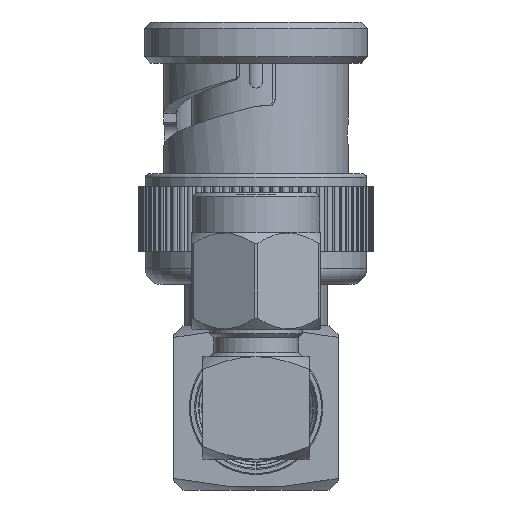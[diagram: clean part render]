
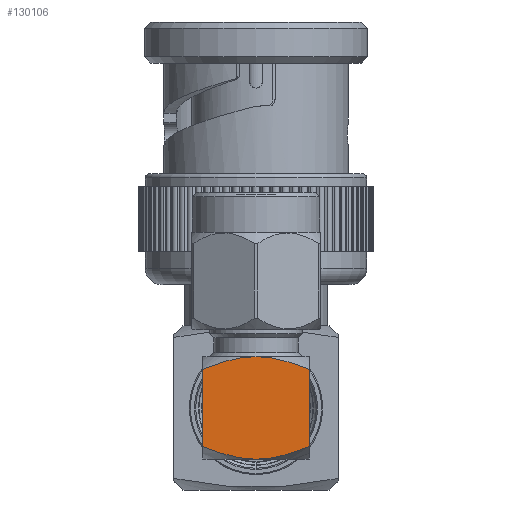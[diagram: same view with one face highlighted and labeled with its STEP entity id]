
A CAD part, left-side view. The second image highlights one B-rep face of the part: STEP entity #130106.
In plain terms, the highlighted planar face has unit normal (-1, 0, 0).
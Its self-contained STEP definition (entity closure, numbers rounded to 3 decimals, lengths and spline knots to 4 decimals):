
#3043 = B_SPLINE_CURVE_WITH_KNOTS ( 'NONE', 3,
 ( #141043, #69162, #10169, #80607, #56910, #33140 ),
 .UNSPECIFIED., .F., .F.,
 ( 4, 2, 4 ),
 ( 0.0086, 0.0103, 0.012 ),
 .UNSPECIFIED. ) ;
#4404 = CARTESIAN_POINT ( 'NONE',  ( -3.302, 2.6009, 2.774 ) ) ;
#6537 = CARTESIAN_POINT ( 'NONE',  ( -3.302, 3.0127, -1.4126 ) ) ;
#8252 = AXIS2_PLACEMENT_3D ( 'NONE', #27233, #105454, #106198 ) ;
#10169 = CARTESIAN_POINT ( 'NONE',  ( -3.302, -2.7979, 2.2315 ) ) ;
#10401 = ORIENTED_EDGE ( 'NONE', *, *, #87700, .F. ) ;
#17286 = CARTESIAN_POINT ( 'NONE',  ( -3.302, 3.175, -0.2837 ) ) ;
#18046 = CARTESIAN_POINT ( 'NONE',  ( -3.302, 2.3853, -3.302 ) ) ;
#19946 = VERTEX_POINT ( 'NONE', #71548 ) ;
#27233 = CARTESIAN_POINT ( 'NONE',  ( -3.302, -3.175, 3.302 ) ) ;
#27344 = CARTESIAN_POINT ( 'NONE',  ( -3.302, -3.175, 3.302 ) ) ;
#27359 = CARTESIAN_POINT ( 'NONE',  ( -3.302, 3.175, 0. ) ) ;
#30389 = LINE ( 'NONE', #27344, #35938 ) ;
#31450 = VERTEX_POINT ( 'NONE', #86255 ) ;
#33140 = CARTESIAN_POINT ( 'NONE',  ( -3.302, -3.175, 0. ) ) ;
#34103 = B_SPLINE_CURVE_WITH_KNOTS ( 'NONE', 3,
 ( #27359, #74083, #120787, #109336, #4404, #51141 ),
 .UNSPECIFIED., .F., .F.,
 ( 4, 2, 4 ),
 ( 0.0071, 0.0089, 0.0106 ),
 .UNSPECIFIED. ) ;
#35383 = CARTESIAN_POINT ( 'NONE',  ( -3.302, -3.175, -0.2837 ) ) ;
#35938 = VECTOR ( 'NONE', #145991, 1000. ) ;
#36118 = VERTEX_POINT ( 'NONE', #87322 ) ;
#38083 = CARTESIAN_POINT ( 'NONE',  ( -3.302, -2.3853, 3.302 ) ) ;
#39521 = VERTEX_POINT ( 'NONE', #38083 ) ;
#39663 = ORIENTED_EDGE ( 'NONE', *, *, #86986, .F. ) ;
#43300 = EDGE_CURVE ( 'NONE', #31450, #36118, #82524, .T. ) ;
#50889 = CARTESIAN_POINT ( 'NONE',  ( -3.302, -3.175, 0. ) ) ;
#51141 = CARTESIAN_POINT ( 'NONE',  ( -3.302, 2.3853, 3.302 ) ) ;
#51706 = ORIENTED_EDGE ( 'NONE', *, *, #67332, .F. ) ;
#54837 = VECTOR ( 'NONE', #92677, 1000. ) ;
#56129 = CARTESIAN_POINT ( 'NONE',  ( -3.302, -3.0127, -1.4126 ) ) ;
#56910 = CARTESIAN_POINT ( 'NONE',  ( -3.302, -3.175, 0.5727 ) ) ;
#58282 = LINE ( 'NONE', #126401, #54837 ) ;
#64799 = CARTESIAN_POINT ( 'NONE',  ( -3.302, 2.6006, -2.7748 ) ) ;
#67332 = EDGE_CURVE ( 'NONE', #140803, #39521, #30389, .T. ) ;
#69162 = CARTESIAN_POINT ( 'NONE',  ( -3.302, -2.6009, 2.774 ) ) ;
#71548 = CARTESIAN_POINT ( 'NONE',  ( -3.302, -2.3853, -3.302 ) ) ;
#71729 = PLANE ( 'NONE',  #8252 ) ;
#74083 = CARTESIAN_POINT ( 'NONE',  ( -3.302, 3.175, 0.5727 ) ) ;
#75509 = CARTESIAN_POINT ( 'NONE',  ( -3.302, 3.175, 0. ) ) ;
#77181 = EDGE_CURVE ( 'NONE', #36118, #140803, #34103, .T. ) ;
#79816 = CARTESIAN_POINT ( 'NONE',  ( -3.302, -2.7964, -2.236 ) ) ;
#80578 = CARTESIAN_POINT ( 'NONE',  ( -3.302, -3.175, 0. ) ) ;
#80607 = CARTESIAN_POINT ( 'NONE',  ( -3.302, -3.0862, 1.1314 ) ) ;
#80772 = EDGE_CURVE ( 'NONE', #31450, #19946, #58282, .T. ) ;
#82524 = B_SPLINE_CURVE_WITH_KNOTS ( 'NONE', 3,
 ( #18046, #64799, #111497, #6537, #119940, #99226, #17286, #75509 ),
 .UNSPECIFIED., .F., .F.,
 ( 4, 2, 2, 4 ),
 ( 0.0037, 0.0054, 0.0063, 0.0071 ),
 .UNSPECIFIED. ) ;
#86255 = CARTESIAN_POINT ( 'NONE',  ( -3.302, 2.3853, -3.302 ) ) ;
#86986 = EDGE_CURVE ( 'NONE', #126865, #19946, #151168, .T. ) ;
#87322 = CARTESIAN_POINT ( 'NONE',  ( -3.302, 3.175, 0. ) ) ;
#87700 = EDGE_CURVE ( 'NONE', #39521, #126865, #3043, .T. ) ;
#89223 = ORIENTED_EDGE ( 'NONE', *, *, #80772, .T. ) ;
#91928 = ORIENTED_EDGE ( 'NONE', *, *, #77181, .F. ) ;
#92677 = DIRECTION ( 'NONE',  ( 0., -1., 0. ) ) ;
#96875 = EDGE_LOOP ( 'NONE', ( #10401, #51706, #91928, #114809, #89223, #39663 ) ) ;
#99226 = CARTESIAN_POINT ( 'NONE',  ( -3.302, 3.153, -0.572 ) ) ;
#104353 = CARTESIAN_POINT ( 'NONE',  ( -3.302, -2.3853, -3.302 ) ) ;
#105454 = DIRECTION ( 'NONE',  ( 1., 0., 0. ) ) ;
#106198 = DIRECTION ( 'NONE',  ( 0., 0., -1. ) ) ;
#109336 = CARTESIAN_POINT ( 'NONE',  ( -3.302, 2.7979, 2.2315 ) ) ;
#111497 = CARTESIAN_POINT ( 'NONE',  ( -3.302, 2.7964, -2.236 ) ) ;
#114680 = FACE_OUTER_BOUND ( 'NONE', #96875, .T. ) ;
#114809 = ORIENTED_EDGE ( 'NONE', *, *, #43300, .F. ) ;
#119940 = CARTESIAN_POINT ( 'NONE',  ( -3.302, 3.0716, -1.1352 ) ) ;
#120787 = CARTESIAN_POINT ( 'NONE',  ( -3.302, 3.0862, 1.1314 ) ) ;
#126401 = CARTESIAN_POINT ( 'NONE',  ( -3.302, -3.175, -3.302 ) ) ;
#126865 = VERTEX_POINT ( 'NONE', #50889 ) ;
#129554 = CARTESIAN_POINT ( 'NONE',  ( -3.302, -3.153, -0.572 ) ) ;
#130106 = ADVANCED_FACE ( 'NONE', ( #114680 ), #71729, .F. ) ;
#134234 = CARTESIAN_POINT ( 'NONE',  ( -3.302, 2.3853, 3.302 ) ) ;
#140803 = VERTEX_POINT ( 'NONE', #134234 ) ;
#141043 = CARTESIAN_POINT ( 'NONE',  ( -3.302, -2.3853, 3.302 ) ) ;
#145991 = DIRECTION ( 'NONE',  ( 0., -1., 0. ) ) ;
#149490 = CARTESIAN_POINT ( 'NONE',  ( -3.302, -2.6006, -2.7748 ) ) ;
#151016 = CARTESIAN_POINT ( 'NONE',  ( -3.302, -3.0716, -1.1352 ) ) ;
#151168 = B_SPLINE_CURVE_WITH_KNOTS ( 'NONE', 3,
 ( #80578, #35383, #129554, #151016, #56129, #79816, #149490, #104353 ),
 .UNSPECIFIED., .F., .F.,
 ( 4, 2, 2, 4 ),
 ( 0.012, 0.0128, 0.0137, 0.0154 ),
 .UNSPECIFIED. ) ;
